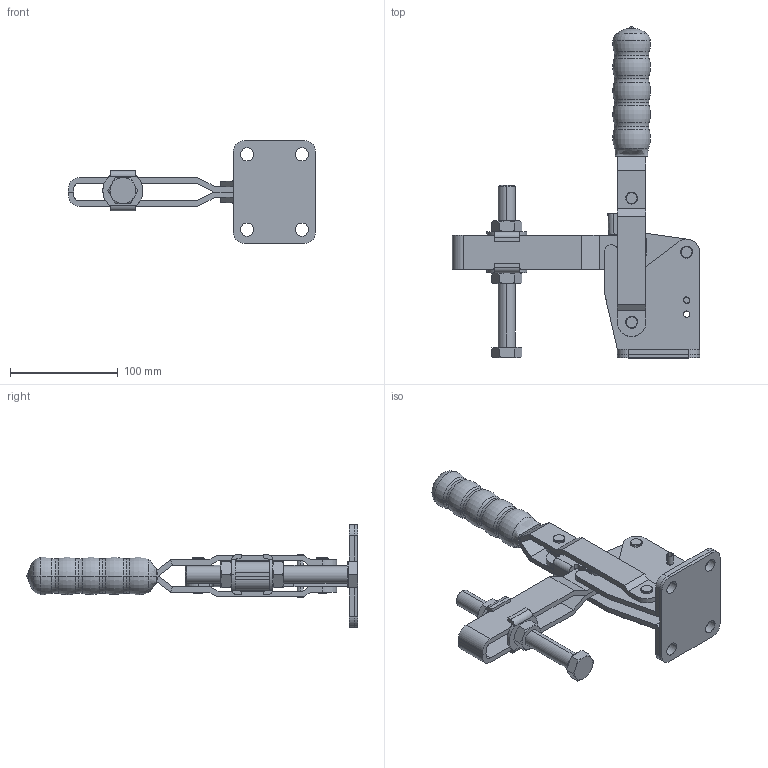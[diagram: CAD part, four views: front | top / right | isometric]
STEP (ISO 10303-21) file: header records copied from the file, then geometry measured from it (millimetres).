
FILE_DESCRIPTION (( 'STEP AP214' ), '1' );
FILE_NAME ('GH-101-J(Â²¤Æ).STEP', '2020-05-14T01:27:54', ( 'LinWei' ), ( '' ), 'SwSTEP 2.0', 'SolidWorks 2016', '' );
FILE_SCHEMA (( 'AUTOMOTIVE_DESIGN' ));
Length unit declared in the file: millimetre
Products named in the file (6): Group1^GH-101-J(簡化); GH-101-J(簡化); Group5^GH-101-J(簡化); Group4^GH-101-J(簡化); Group3^GH-101-J(簡化); Group2^GH-101-J(簡化)
Assembly tree (5 placements, depth 2):
  GH-101-J(簡化)
    Group1^GH-101-J(簡化)
    Group2^GH-101-J(簡化)
    Group3^GH-101-J(簡化)
    Group4^GH-101-J(簡化)
    Group5^GH-101-J(簡化)
Bounding box: 229.2 x 307.8 x 95.2 mm (x, y, z)
Volume: 265245.8 mm3; surface area: 143134.4 mm2
Topology: 4 solids, 6 shells, 378 faces, 934 edges, 583 vertices
Faces by surface type: plane 168, cylinder 128, cone 42, torus 32, sphere 6, bspline 2
Entity records: 14253 total; most frequent: CARTESIAN_POINT 3120, DIRECTION 1992, ORIENTED_EDGE 1866, EDGE_CURVE 934, AXIS2_PLACEMENT_3D 757, VERTEX_POINT 583, VECTOR 478, LINE 478
